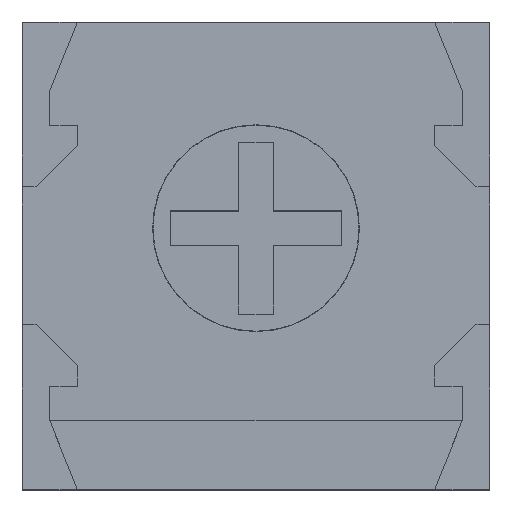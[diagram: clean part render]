
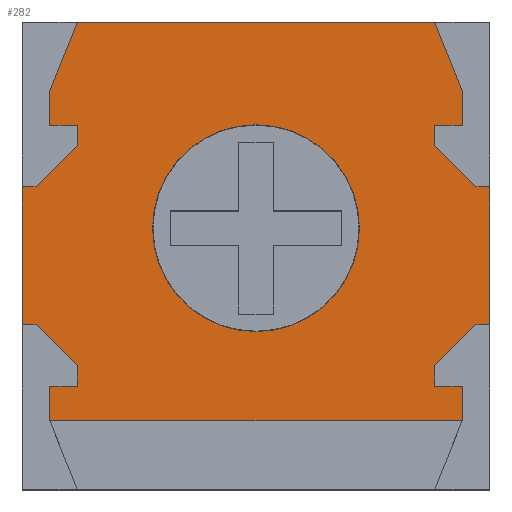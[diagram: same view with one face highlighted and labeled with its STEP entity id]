
A CAD part, top view. The second image highlights one B-rep face of the part: STEP entity #282.
In plain terms, the highlighted planar face has unit normal (0, 0, 1).
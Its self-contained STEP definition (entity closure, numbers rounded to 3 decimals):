
#74 = VERTEX_POINT('',#75);
#75 = CARTESIAN_POINT('',(0.8,6.8,5.5));
#81 = EDGE_CURVE('',#74,#82,#84,.T.);
#82 = VERTEX_POINT('',#83);
#83 = CARTESIAN_POINT('',(6.,6.8,5.5));
#84 = LINE('',#85,#86);
#85 = CARTESIAN_POINT('',(0.,6.8,5.5));
#86 = VECTOR('',#87,1.);
#87 = DIRECTION('',(1.,0.,0.));
#161 = VERTEX_POINT('',#162);
#162 = CARTESIAN_POINT('',(6.8,4.4,5.5));
#168 = EDGE_CURVE('',#161,#169,#171,.T.);
#169 = VERTEX_POINT('',#170);
#170 = CARTESIAN_POINT('',(6.8,2.4,5.5));
#171 = LINE('',#172,#173);
#172 = CARTESIAN_POINT('',(6.8,6.8,5.5));
#173 = VECTOR('',#174,1.);
#174 = DIRECTION('',(0.,-1.,0.));
#263 = VERTEX_POINT('',#264);
#264 = CARTESIAN_POINT('',(6.4,5.8,5.5));
#272 = EDGE_CURVE('',#263,#82,#273,.T.);
#273 = LINE('',#274,#275);
#274 = CARTESIAN_POINT('',(6.4,5.8,5.5));
#275 = VECTOR('',#276,1.);
#276 = DIRECTION('',(-0.371,0.928,0.));
#282 = ADVANCED_FACE('',(#283,#468),#479,.T.);
#283 = FACE_BOUND('',#284,.T.);
#284 = EDGE_LOOP('',(#285,#286,#294,#302,#310,#318,#326,#334,#342,#350,
    #358,#366,#374,#382,#390,#398,#406,#414,#422,#428,#429,#437,#445,
    #453,#461,#467));
#285 = ORIENTED_EDGE('',*,*,#81,.F.);
#286 = ORIENTED_EDGE('',*,*,#287,.F.);
#287 = EDGE_CURVE('',#288,#74,#290,.T.);
#288 = VERTEX_POINT('',#289);
#289 = CARTESIAN_POINT('',(0.4,5.8,5.5));
#290 = LINE('',#291,#292);
#291 = CARTESIAN_POINT('',(0.4,5.8,5.5));
#292 = VECTOR('',#293,1.);
#293 = DIRECTION('',(0.371,0.928,0.));
#294 = ORIENTED_EDGE('',*,*,#295,.F.);
#295 = EDGE_CURVE('',#296,#288,#298,.T.);
#296 = VERTEX_POINT('',#297);
#297 = CARTESIAN_POINT('',(0.4,5.3,5.5));
#298 = LINE('',#299,#300);
#299 = CARTESIAN_POINT('',(0.4,5.3,5.5));
#300 = VECTOR('',#301,1.);
#301 = DIRECTION('',(0.,1.,0.));
#302 = ORIENTED_EDGE('',*,*,#303,.F.);
#303 = EDGE_CURVE('',#304,#296,#306,.T.);
#304 = VERTEX_POINT('',#305);
#305 = CARTESIAN_POINT('',(0.8,5.3,5.5));
#306 = LINE('',#307,#308);
#307 = CARTESIAN_POINT('',(0.8,5.3,5.5));
#308 = VECTOR('',#309,1.);
#309 = DIRECTION('',(-1.,0.,0.));
#310 = ORIENTED_EDGE('',*,*,#311,.F.);
#311 = EDGE_CURVE('',#312,#304,#314,.T.);
#312 = VERTEX_POINT('',#313);
#313 = CARTESIAN_POINT('',(0.8,5.,5.5));
#314 = LINE('',#315,#316);
#315 = CARTESIAN_POINT('',(0.8,5.,5.5));
#316 = VECTOR('',#317,1.);
#317 = DIRECTION('',(0.,1.,0.));
#318 = ORIENTED_EDGE('',*,*,#319,.F.);
#319 = EDGE_CURVE('',#320,#312,#322,.T.);
#320 = VERTEX_POINT('',#321);
#321 = CARTESIAN_POINT('',(0.2,4.4,5.5));
#322 = LINE('',#323,#324);
#323 = CARTESIAN_POINT('',(0.2,4.4,5.5));
#324 = VECTOR('',#325,1.);
#325 = DIRECTION('',(0.707,0.707,0.));
#326 = ORIENTED_EDGE('',*,*,#327,.F.);
#327 = EDGE_CURVE('',#328,#320,#330,.T.);
#328 = VERTEX_POINT('',#329);
#329 = CARTESIAN_POINT('',(0.,4.4,5.5));
#330 = LINE('',#331,#332);
#331 = CARTESIAN_POINT('',(0.,4.4,5.5));
#332 = VECTOR('',#333,1.);
#333 = DIRECTION('',(1.,0.,0.));
#334 = ORIENTED_EDGE('',*,*,#335,.F.);
#335 = EDGE_CURVE('',#336,#328,#338,.T.);
#336 = VERTEX_POINT('',#337);
#337 = CARTESIAN_POINT('',(0.,2.4,5.5));
#338 = LINE('',#339,#340);
#339 = CARTESIAN_POINT('',(0.,0.,5.5));
#340 = VECTOR('',#341,1.);
#341 = DIRECTION('',(0.,1.,0.));
#342 = ORIENTED_EDGE('',*,*,#343,.T.);
#343 = EDGE_CURVE('',#336,#344,#346,.T.);
#344 = VERTEX_POINT('',#345);
#345 = CARTESIAN_POINT('',(0.2,2.4,5.5));
#346 = LINE('',#347,#348);
#347 = CARTESIAN_POINT('',(0.,2.4,5.5));
#348 = VECTOR('',#349,1.);
#349 = DIRECTION('',(1.,0.,0.));
#350 = ORIENTED_EDGE('',*,*,#351,.T.);
#351 = EDGE_CURVE('',#344,#352,#354,.T.);
#352 = VERTEX_POINT('',#353);
#353 = CARTESIAN_POINT('',(0.8,1.8,5.5));
#354 = LINE('',#355,#356);
#355 = CARTESIAN_POINT('',(0.2,2.4,5.5));
#356 = VECTOR('',#357,1.);
#357 = DIRECTION('',(0.707,-0.707,0.));
#358 = ORIENTED_EDGE('',*,*,#359,.T.);
#359 = EDGE_CURVE('',#352,#360,#362,.T.);
#360 = VERTEX_POINT('',#361);
#361 = CARTESIAN_POINT('',(0.8,1.5,5.5));
#362 = LINE('',#363,#364);
#363 = CARTESIAN_POINT('',(0.8,1.8,5.5));
#364 = VECTOR('',#365,1.);
#365 = DIRECTION('',(0.,-1.,0.));
#366 = ORIENTED_EDGE('',*,*,#367,.T.);
#367 = EDGE_CURVE('',#360,#368,#370,.T.);
#368 = VERTEX_POINT('',#369);
#369 = CARTESIAN_POINT('',(0.4,1.5,5.5));
#370 = LINE('',#371,#372);
#371 = CARTESIAN_POINT('',(0.8,1.5,5.5));
#372 = VECTOR('',#373,1.);
#373 = DIRECTION('',(-1.,0.,0.));
#374 = ORIENTED_EDGE('',*,*,#375,.T.);
#375 = EDGE_CURVE('',#368,#376,#378,.T.);
#376 = VERTEX_POINT('',#377);
#377 = CARTESIAN_POINT('',(0.4,1.,5.5));
#378 = LINE('',#379,#380);
#379 = CARTESIAN_POINT('',(0.4,1.5,5.5));
#380 = VECTOR('',#381,1.);
#381 = DIRECTION('',(0.,-1.,0.));
#382 = ORIENTED_EDGE('',*,*,#383,.F.);
#383 = EDGE_CURVE('',#384,#376,#386,.T.);
#384 = VERTEX_POINT('',#385);
#385 = CARTESIAN_POINT('',(6.4,1.,5.5));
#386 = LINE('',#387,#388);
#387 = CARTESIAN_POINT('',(6.8,1.,5.5));
#388 = VECTOR('',#389,1.);
#389 = DIRECTION('',(-1.,-0.,-0.));
#390 = ORIENTED_EDGE('',*,*,#391,.F.);
#391 = EDGE_CURVE('',#392,#384,#394,.T.);
#392 = VERTEX_POINT('',#393);
#393 = CARTESIAN_POINT('',(6.4,1.5,5.5));
#394 = LINE('',#395,#396);
#395 = CARTESIAN_POINT('',(6.4,1.5,5.5));
#396 = VECTOR('',#397,1.);
#397 = DIRECTION('',(0.,-1.,0.));
#398 = ORIENTED_EDGE('',*,*,#399,.F.);
#399 = EDGE_CURVE('',#400,#392,#402,.T.);
#400 = VERTEX_POINT('',#401);
#401 = CARTESIAN_POINT('',(6.,1.5,5.5));
#402 = LINE('',#403,#404);
#403 = CARTESIAN_POINT('',(6.,1.5,5.5));
#404 = VECTOR('',#405,1.);
#405 = DIRECTION('',(1.,0.,0.));
#406 = ORIENTED_EDGE('',*,*,#407,.F.);
#407 = EDGE_CURVE('',#408,#400,#410,.T.);
#408 = VERTEX_POINT('',#409);
#409 = CARTESIAN_POINT('',(6.,1.8,5.5));
#410 = LINE('',#411,#412);
#411 = CARTESIAN_POINT('',(6.,1.8,5.5));
#412 = VECTOR('',#413,1.);
#413 = DIRECTION('',(0.,-1.,0.));
#414 = ORIENTED_EDGE('',*,*,#415,.F.);
#415 = EDGE_CURVE('',#416,#408,#418,.T.);
#416 = VERTEX_POINT('',#417);
#417 = CARTESIAN_POINT('',(6.6,2.4,5.5));
#418 = LINE('',#419,#420);
#419 = CARTESIAN_POINT('',(6.6,2.4,5.5));
#420 = VECTOR('',#421,1.);
#421 = DIRECTION('',(-0.707,-0.707,0.));
#422 = ORIENTED_EDGE('',*,*,#423,.F.);
#423 = EDGE_CURVE('',#169,#416,#424,.T.);
#424 = LINE('',#425,#426);
#425 = CARTESIAN_POINT('',(6.8,2.4,5.5));
#426 = VECTOR('',#427,1.);
#427 = DIRECTION('',(-1.,0.,0.));
#428 = ORIENTED_EDGE('',*,*,#168,.F.);
#429 = ORIENTED_EDGE('',*,*,#430,.T.);
#430 = EDGE_CURVE('',#161,#431,#433,.T.);
#431 = VERTEX_POINT('',#432);
#432 = CARTESIAN_POINT('',(6.6,4.4,5.5));
#433 = LINE('',#434,#435);
#434 = CARTESIAN_POINT('',(6.8,4.4,5.5));
#435 = VECTOR('',#436,1.);
#436 = DIRECTION('',(-1.,0.,0.));
#437 = ORIENTED_EDGE('',*,*,#438,.T.);
#438 = EDGE_CURVE('',#431,#439,#441,.T.);
#439 = VERTEX_POINT('',#440);
#440 = CARTESIAN_POINT('',(6.,5.,5.5));
#441 = LINE('',#442,#443);
#442 = CARTESIAN_POINT('',(6.6,4.4,5.5));
#443 = VECTOR('',#444,1.);
#444 = DIRECTION('',(-0.707,0.707,0.));
#445 = ORIENTED_EDGE('',*,*,#446,.T.);
#446 = EDGE_CURVE('',#439,#447,#449,.T.);
#447 = VERTEX_POINT('',#448);
#448 = CARTESIAN_POINT('',(6.,5.3,5.5));
#449 = LINE('',#450,#451);
#450 = CARTESIAN_POINT('',(6.,5.,5.5));
#451 = VECTOR('',#452,1.);
#452 = DIRECTION('',(0.,1.,0.));
#453 = ORIENTED_EDGE('',*,*,#454,.T.);
#454 = EDGE_CURVE('',#447,#455,#457,.T.);
#455 = VERTEX_POINT('',#456);
#456 = CARTESIAN_POINT('',(6.4,5.3,5.5));
#457 = LINE('',#458,#459);
#458 = CARTESIAN_POINT('',(6.,5.3,5.5));
#459 = VECTOR('',#460,1.);
#460 = DIRECTION('',(1.,0.,0.));
#461 = ORIENTED_EDGE('',*,*,#462,.T.);
#462 = EDGE_CURVE('',#455,#263,#463,.T.);
#463 = LINE('',#464,#465);
#464 = CARTESIAN_POINT('',(6.4,5.3,5.5));
#465 = VECTOR('',#466,1.);
#466 = DIRECTION('',(0.,1.,0.));
#467 = ORIENTED_EDGE('',*,*,#272,.T.);
#468 = FACE_BOUND('',#469,.T.);
#469 = EDGE_LOOP('',(#470));
#470 = ORIENTED_EDGE('',*,*,#471,.F.);
#471 = EDGE_CURVE('',#472,#472,#474,.T.);
#472 = VERTEX_POINT('',#473);
#473 = CARTESIAN_POINT('',(4.905,3.8,5.5));
#474 = CIRCLE('',#475,1.505);
#475 = AXIS2_PLACEMENT_3D('',#476,#477,#478);
#476 = CARTESIAN_POINT('',(3.4,3.8,5.5));
#477 = DIRECTION('',(0.,0.,1.));
#478 = DIRECTION('',(1.,0.,0.));
#479 = PLANE('',#480);
#480 = AXIS2_PLACEMENT_3D('',#481,#482,#483);
#481 = CARTESIAN_POINT('',(3.4,3.4,5.5));
#482 = DIRECTION('',(0.,0.,1.));
#483 = DIRECTION('',(1.,0.,0.));
